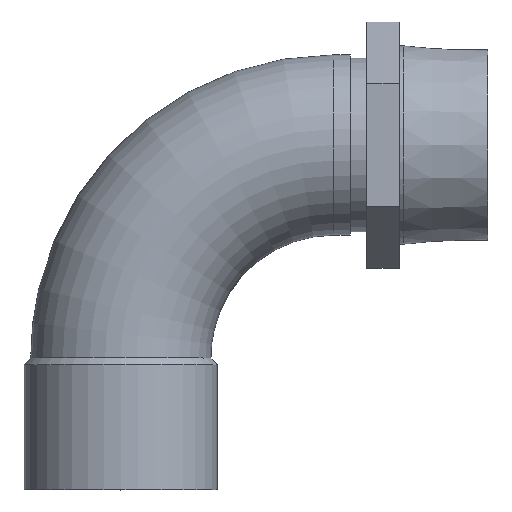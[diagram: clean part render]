
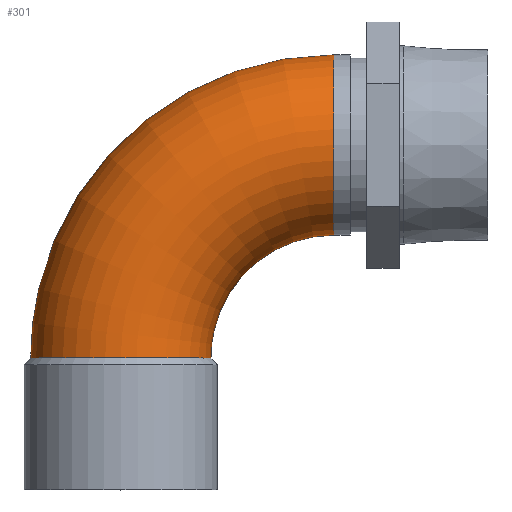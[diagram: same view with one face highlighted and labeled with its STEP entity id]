
A CAD part, top view. The second image highlights one B-rep face of the part: STEP entity #301.
In plain terms, the highlighted toroidal (fillet/blend) face has major radius 65 mm and minor radius 27.5 mm.
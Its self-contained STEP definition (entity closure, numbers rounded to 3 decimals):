
#66=TOROIDAL_SURFACE('',#446,65.,27.5);
#84=ORIENTED_EDGE('',*,*,#144,.F.);
#85=ORIENTED_EDGE('',*,*,#143,.T.);
#143=EDGE_CURVE('',#175,#175,#201,.T.);
#144=EDGE_CURVE('',#176,#176,#202,.T.);
#175=VERTEX_POINT('',#585);
#176=VERTEX_POINT('',#588);
#201=CIRCLE('',#445,27.5);
#202=CIRCLE('',#447,27.5);
#220=EDGE_LOOP('',(#84));
#221=EDGE_LOOP('',(#85));
#256=FACE_BOUND('',#220,.T.);
#257=FACE_BOUND('',#221,.T.);
#301=ADVANCED_FACE('',(#256,#257),#66,.T.);
#445=AXIS2_PLACEMENT_3D('',#584,#494,#495);
#446=AXIS2_PLACEMENT_3D('',#586,#496,#497);
#447=AXIS2_PLACEMENT_3D('',#587,#498,#499);
#494=DIRECTION('',(0.,1.,0.));
#495=DIRECTION('',(0.,0.,1.));
#496=DIRECTION('',(0.,0.,1.));
#497=DIRECTION('',(1.,0.,0.));
#498=DIRECTION('',(1.,0.,0.));
#499=DIRECTION('',(0.,0.,1.));
#584=CARTESIAN_POINT('',(0.,0.,0.));
#585=CARTESIAN_POINT('',(0.,0.,27.5));
#586=CARTESIAN_POINT('',(65.,0.,0.));
#587=CARTESIAN_POINT('',(65.,65.,0.));
#588=CARTESIAN_POINT('',(65.,65.,27.5));
